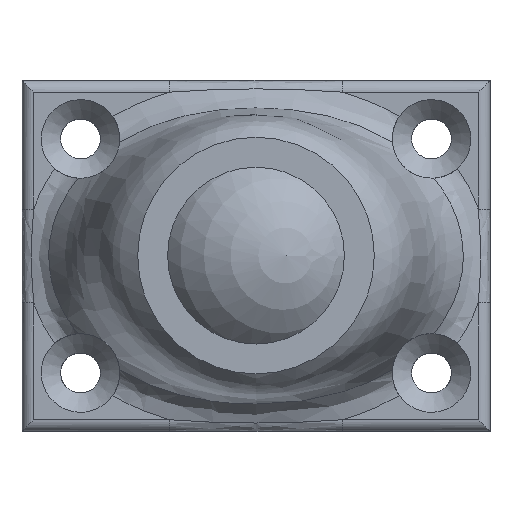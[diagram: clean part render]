
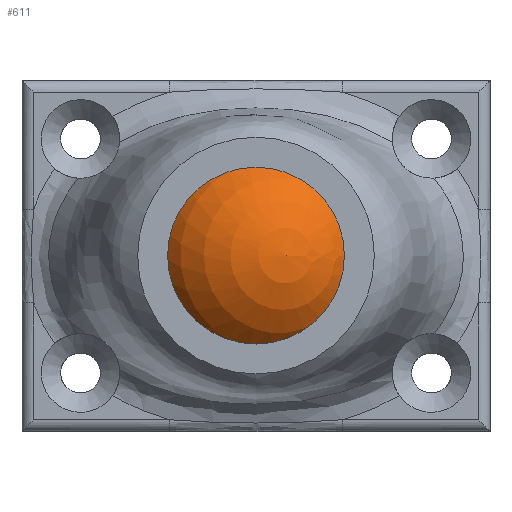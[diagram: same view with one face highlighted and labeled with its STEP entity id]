
A CAD part, top view. The second image highlights one B-rep face of the part: STEP entity #611.
In plain terms, the highlighted spherical face has radius 10 mm.
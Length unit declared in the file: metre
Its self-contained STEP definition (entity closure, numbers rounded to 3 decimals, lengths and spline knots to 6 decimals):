
#495=VERTEX_POINT('',#908);
#553=VERTEX_LOOP('',#495);
#554=FACE_BOUND('',#553,.T.);
#609=SPHERICAL_SURFACE('',#679,0.01);
#611=ADVANCED_FACE('',(#554),#609,.T.);
#679=AXIS2_PLACEMENT_3D('',#907,#748,#749);
#748=DIRECTION('',(0.,0.,1.));
#749=DIRECTION('',(1.,0.,0.));
#907=CARTESIAN_POINT('',(0.,0.,0.));
#908=CARTESIAN_POINT('',(0.,0.,-0.01));
